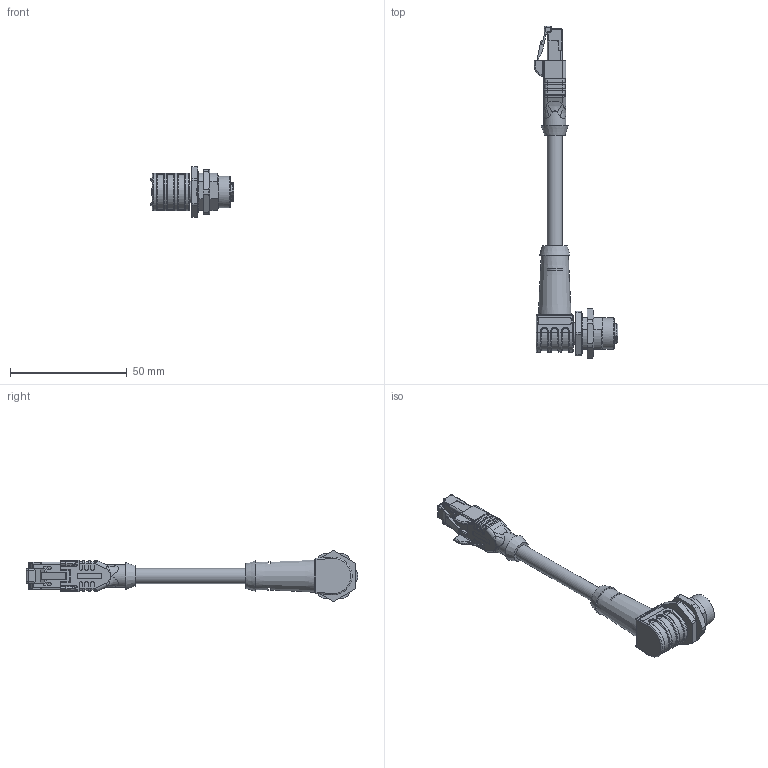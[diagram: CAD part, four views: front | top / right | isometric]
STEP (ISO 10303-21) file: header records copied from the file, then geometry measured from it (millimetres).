
FILE_DESCRIPTION(/* description */ (''),/* implementation_level */ '2;1');
FILE_NAME(/* name */ 'IE-WFKFDSY4-m-IE-RJ45SS8_stp.stp',/* time_stamp */ '2018-04-12T10:19:13+02:00',/* author */ (''),/* organization */ (''),/* preprocessor_version */ 'ST-DEVELOPER v16',/* originating_system */ 'SIEMENS PLM Software NX 10.0',/* authorisation */ '');
FILE_SCHEMA (('AUTOMOTIVE_DESIGN { 1 0 10303 214 3 1 1 1 }'));
Length unit declared in the file: millimetre
Products named in the file (1): IE-WFKFDSY4-m-IE-RJ45SS8_stp
Bounding box: 35.8 x 142.2 x 21.5 mm (x, y, z)
Volume: 16293.9 mm3; surface area: 8414.7 mm2
Topology: 1 solids, 1 shells, 922 faces, 2414 edges, 1504 vertices
Faces by surface type: plane 391, cylinder 354, torus 63, bspline 53, cone 43, sphere 12, extrusion 6
Full cylindrical faces by diameter (mm): 1.1 x3, 1.15 x1, 1.5 x4, 6.5 x1, 9.4 x1, 9.6 x1, 11 x1, 12.3 x1, 13.5 x1
Entity records: 29165 total; most frequent: CARTESIAN_POINT 6479, DIRECTION 4845, ORIENTED_EDGE 4728, EDGE_CURVE 2364, AXIS2_PLACEMENT_3D 1731, VERTEX_POINT 1493, VECTOR 1383, LINE 1377
